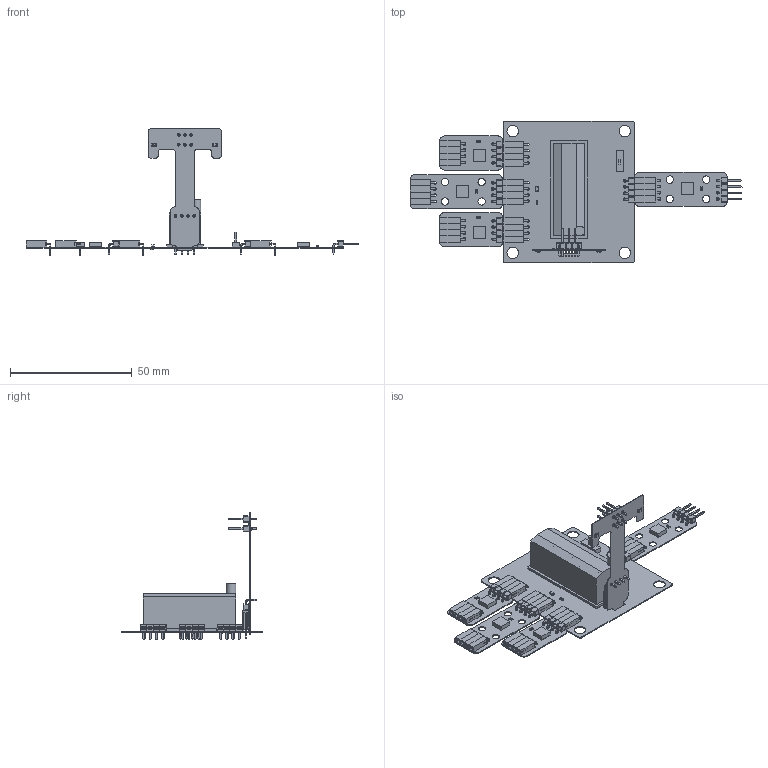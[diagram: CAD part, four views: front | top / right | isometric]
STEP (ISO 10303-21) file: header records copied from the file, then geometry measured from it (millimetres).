
FILE_DESCRIPTION(('Open CASCADE Model'),'2;1');
FILE_NAME('Open CASCADE Shape Model','2020-04-21T12:34:43',('Author'),( 'Open CASCADE'),'Open CASCADE STEP processor 6.8','Open CASCADE 6.8' ,'Unknown');
FILE_SCHEMA(('AUTOMOTIVE_DESIGN { 1 0 10303 214 1 1 1 1 }'));
Length unit declared in the file: millimetre
Products named in the file (77): PCB; Board; SA1; 2109491144; Extruded; 2109490464; X5; PBS-04; VD3; User_Library-SOD523-2; VD4; VD5; X2; User_Library-PBS_(DS1024); X3; X4; pcb_connector_890-70-002-20-001101; X1; VD2; User_Library-FYLS-1206; VD1; LED_0805_-_GREEN; R1; chip_0603_r; R2; Free-Models; pipe_nosim_pcb_2; LED1; 1795993776; Body; ('pin',_'1'); ('pin',_'2'); ('pin',_'3'); ('pin',_'4'); ('pin',_'5'); ('pin',_'6'); 0603_resistor; pipe_sim_pcb_2; -1766863824; pilar_3_3 ...
Assembly tree (91 placements, depth 7):
  PCB
    Board
    SA1
      2109491144
        Extruded
      2109490464
        Extruded
    X5
      PBS-04
    VD3
      User_Library-SOD523-2
    VD4
      User_Library-SOD523-2
    VD5
      User_Library-SOD523-2
    X2
      User_Library-PBS_(DS1024)
    X3
      User_Library-PBS_(DS1024)
    X4
      pcb_connector_890-70-002-20-001101  x2
    X1
      User_Library-PBS_(DS1024)
    VD2
      User_Library-FYLS-1206
    VD1
      LED_0805_-_GREEN
    R1
      chip_0603_r
    R2
      chip_0603_r
    Free-Models
      pipe_nosim_pcb_2  x2
        Board
        X2
          pcb_connector_890-70-002-20-001101  x2
        X1
          User_Library-PBS_(DS1024)
        LED1
          1795993776
            Body
            ('pin',_'1')
            ('pin',_'2')
            ('pin',_'3')
            ('pin',_'4')
            ('pin',_'5')
            ('pin',_'6')
        R1
          0603_resistor
      pipe_sim_pcb_2  x2
        Board
        X2
          pcb_connector_890-70-002-20-001101  x2
        X1
          User_Library-PBS_(DS1024)
        LED1
          -1766863824
            Body
            ('pin',_'1')
            ('pin',_'2')
Bounding box: 136.23 x 58 x 51.8 mm (x, y, z)
Volume: 6390.2 mm3; surface area: 23467 mm2
Topology: 127 solids, 127 shells, 3980 faces, 10366 edges, 6666 vertices
Faces by surface type: plane 3381, cylinder 410, bspline 147, sphere 42
Full cylindrical faces by diameter (mm): 0.9 x2, 1.1 x62, 3 x12, 4 x1, 4.8 x4
Entity records: 69157 total; most frequent: CARTESIAN_POINT 16384, ORIENTED_EDGE 9626, DIRECTION 8632, EDGE_CURVE 4813, LINE 4132, VECTOR 4132, VERTEX_POINT 3136, AXIS2_PLACEMENT_3D 2250
